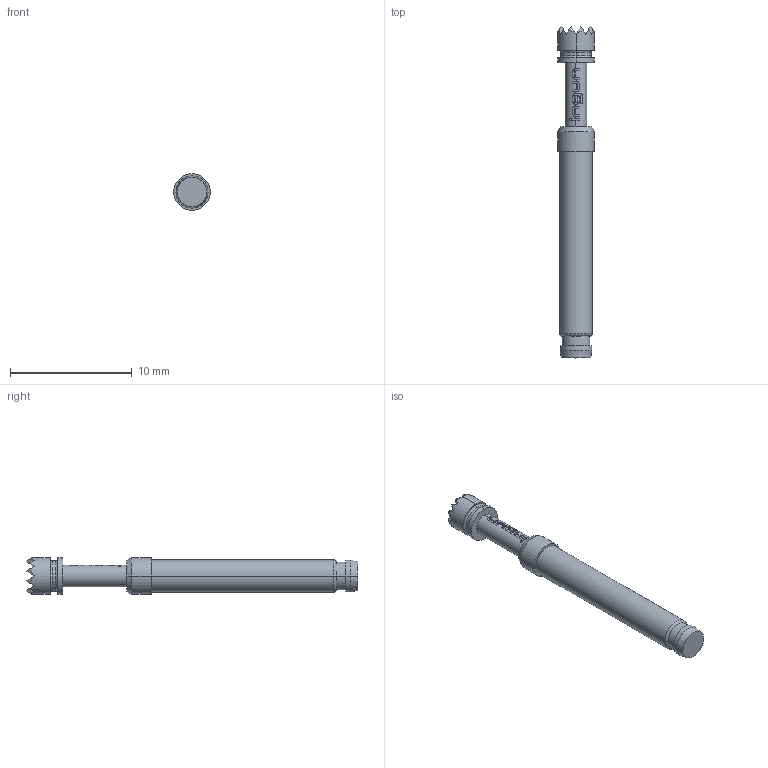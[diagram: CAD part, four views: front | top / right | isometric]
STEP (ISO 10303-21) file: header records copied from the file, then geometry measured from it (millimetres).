
FILE_DESCRIPTION (( 'STEP AP203' ), '1' );
FILE_NAME ('INGUN_BCP-113_306_300_A_xx02.STEP', '2024-08-02T07:33:31', ( '' ), ( '' ), 'SwSTEP 2.0', 'SolidWorks 2023', '' );
FILE_SCHEMA (( 'CONFIG_CONTROL_DESIGN' ));
Length unit declared in the file: millimetre
Products named in the file (1): INGUN_BCP-113_306_300_A_xx02
Bounding box: 3 x 27.3 x 3 mm (x, y, z)
Volume: 136.3 mm3; surface area: 245.4 mm2
Topology: 1 solids, 1 shells, 161 faces, 385 edges, 233 vertices
Faces by surface type: plane 63, bspline 62, cylinder 26, torus 6, cone 4
Entity records: 5855 total; most frequent: CARTESIAN_POINT 2733, ORIENTED_EDGE 770, DIRECTION 393, EDGE_CURVE 385, VERTEX_POINT 233, B_SPLINE_CURVE_WITH_KNOTS 204, EDGE_LOOP 168, FACE_OUTER_BOUND 161
